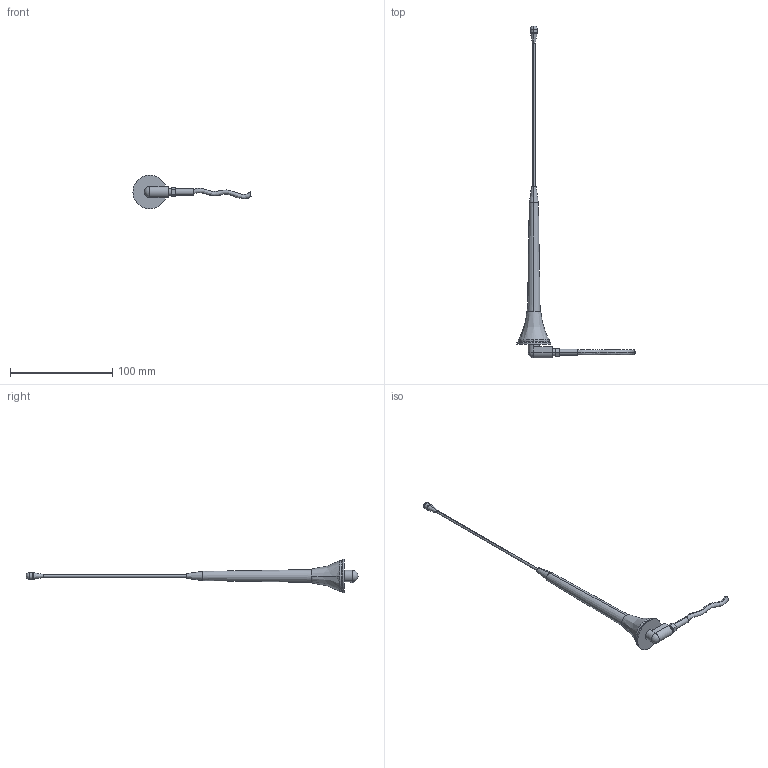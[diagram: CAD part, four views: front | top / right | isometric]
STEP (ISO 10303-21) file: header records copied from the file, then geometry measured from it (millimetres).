
FILE_DESCRIPTION (( 'STEP AP214' ), '1' );
FILE_NAME ('MC2ANTENNA_352253.STEP', '2015-02-18T14:44:10', ( 'Admin1' ), ( '' ), 'SwSTEP 2.0', 'SolidWorks 2014', '' );
FILE_SCHEMA (( 'AUTOMOTIVE_DESIGN' ));
Length unit declared in the file: millimetre
Products named in the file (1): MC2ANTENNA_352253
Bounding box: 115.52 x 324.7 x 33 mm (x, y, z)
Volume: 27943.4 mm3; surface area: 11111.8 mm2
Topology: 3 solids, 3 shells, 54 faces, 111 edges, 69 vertices
Faces by surface type: plane 22, cylinder 15, cone 8, bspline 4, torus 4, sphere 1
Entity records: 2239 total; most frequent: CARTESIAN_POINT 542, DIRECTION 263, ORIENTED_EDGE 218, EDGE_CURVE 109, AXIS2_PLACEMENT_3D 107, VERTEX_POINT 68, EDGE_LOOP 61, CIRCLE 56
